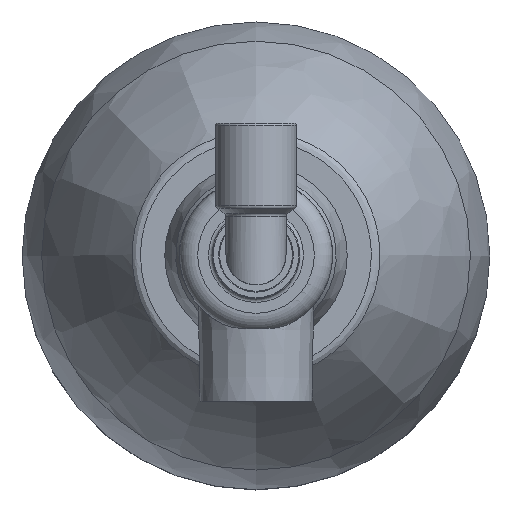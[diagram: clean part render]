
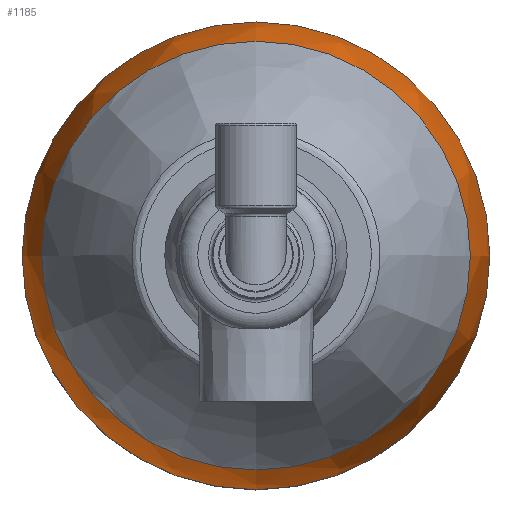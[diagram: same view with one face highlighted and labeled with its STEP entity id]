
A CAD part, top view. The second image highlights one B-rep face of the part: STEP entity #1185.
In plain terms, the highlighted free-form (B-spline) face has degree [2, 2] with [3, 9] control points.
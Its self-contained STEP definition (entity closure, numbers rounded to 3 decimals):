
#153=(
BOUNDED_SURFACE()
B_SPLINE_SURFACE(2,2,((#2382,#2383,#2384,#2385,#2386,#2387,#2388,#2389,
#2390),(#2391,#2392,#2393,#2394,#2395,#2396,#2397,#2398,#2399),(#2400,#2401,
#2402,#2403,#2404,#2405,#2406,#2407,#2408)),.UNSPECIFIED.,.F.,.T.,.F.)
B_SPLINE_SURFACE_WITH_KNOTS((3,3),(3,2,2,2,3),(-0.335,0.),
(-3.142,-1.571,0.,1.571,3.142),
 .UNSPECIFIED.)
GEOMETRIC_REPRESENTATION_ITEM()
RATIONAL_B_SPLINE_SURFACE(((1.,0.707,1.,0.707,1.,
0.707,1.,0.707,1.),(0.986,0.697,
0.986,0.697,0.986,0.697,
0.986,0.697,0.986),(1.,0.707,
1.,0.707,1.,0.707,1.,0.707,1.)))
REPRESENTATION_ITEM('')
SURFACE()
);
#168=FACE_OUTER_BOUND('',#241,.T.);
#241=EDGE_LOOP('',(#836,#837,#838,#839,#840,#841,#842));
#351=CIRCLE('',#1270,58.676);
#352=CIRCLE('',#1271,58.676);
#360=CIRCLE('',#1283,64.);
#361=CIRCLE('',#1284,64.);
#362=CIRCLE('',#1285,64.);
#363=CIRCLE('',#1286,96.);
#478=VERTEX_POINT('',#2313);
#479=VERTEX_POINT('',#2327);
#486=VERTEX_POINT('',#2375);
#487=VERTEX_POINT('',#2377);
#488=VERTEX_POINT('',#2379);
#614=EDGE_CURVE('',#479,#478,#351,.T.);
#615=EDGE_CURVE('',#478,#479,#352,.T.);
#625=EDGE_CURVE('',#486,#487,#360,.T.);
#626=EDGE_CURVE('',#487,#488,#361,.T.);
#627=EDGE_CURVE('',#488,#486,#362,.T.);
#628=EDGE_CURVE('',#488,#479,#363,.T.);
#836=ORIENTED_EDGE('',*,*,#626,.F.);
#837=ORIENTED_EDGE('',*,*,#625,.F.);
#838=ORIENTED_EDGE('',*,*,#627,.F.);
#839=ORIENTED_EDGE('',*,*,#628,.T.);
#840=ORIENTED_EDGE('',*,*,#614,.T.);
#841=ORIENTED_EDGE('',*,*,#615,.T.);
#842=ORIENTED_EDGE('',*,*,#628,.F.);
#1185=ADVANCED_FACE('',(#168),#153,.F.);
#1270=AXIS2_PLACEMENT_3D('',#2328,#1470,#1471);
#1271=AXIS2_PLACEMENT_3D('',#2329,#1472,#1473);
#1283=AXIS2_PLACEMENT_3D('',#2378,#1498,#1499);
#1284=AXIS2_PLACEMENT_3D('',#2380,#1500,#1501);
#1285=AXIS2_PLACEMENT_3D('',#2381,#1502,#1503);
#1286=AXIS2_PLACEMENT_3D('',#2409,#1504,#1505);
#1470=DIRECTION('center_axis',(0.,0.,-1.));
#1471=DIRECTION('ref_axis',(1.,0.,0.));
#1472=DIRECTION('center_axis',(0.,0.,-1.));
#1473=DIRECTION('ref_axis',(1.,0.,0.));
#1498=DIRECTION('center_axis',(0.,0.,-1.));
#1499=DIRECTION('ref_axis',(1.,0.,0.));
#1500=DIRECTION('center_axis',(0.,0.,-1.));
#1501=DIRECTION('ref_axis',(1.,0.,0.));
#1502=DIRECTION('center_axis',(0.,0.,-1.));
#1503=DIRECTION('ref_axis',(1.,0.,0.));
#1504=DIRECTION('center_axis',(0.,-1.,0.));
#1505=DIRECTION('ref_axis',(1.,0.,0.));
#2313=CARTESIAN_POINT('',(0.,58.676,54.803));
#2327=CARTESIAN_POINT('',(58.676,0.,54.803));
#2328=CARTESIAN_POINT('Origin',(0.,0.,54.803));
#2329=CARTESIAN_POINT('Origin',(0.,0.,54.803));
#2375=CARTESIAN_POINT('',(0.,-64.,23.277));
#2377=CARTESIAN_POINT('',(0.,64.,23.277));
#2378=CARTESIAN_POINT('Origin',(0.,0.,23.277));
#2379=CARTESIAN_POINT('',(64.,0.,23.277));
#2380=CARTESIAN_POINT('Origin',(0.,0.,23.277));
#2381=CARTESIAN_POINT('Origin',(0.,0.,23.277));
#2382=CARTESIAN_POINT('Ctrl Pts',(58.676,0.,
54.803));
#2383=CARTESIAN_POINT('Ctrl Pts',(58.676,-58.676,54.803));
#2384=CARTESIAN_POINT('Ctrl Pts',(0.,-58.676,54.803));
#2385=CARTESIAN_POINT('Ctrl Pts',(-58.676,-58.676,54.803));
#2386=CARTESIAN_POINT('Ctrl Pts',(-58.676,0.,
54.803));
#2387=CARTESIAN_POINT('Ctrl Pts',(-58.676,58.676,54.803));
#2388=CARTESIAN_POINT('Ctrl Pts',(0.,58.676,54.803));
#2389=CARTESIAN_POINT('Ctrl Pts',(58.676,58.676,54.803));
#2390=CARTESIAN_POINT('Ctrl Pts',(58.676,0.,
54.803));
#2391=CARTESIAN_POINT('Ctrl Pts',(64.,0.,
39.49));
#2392=CARTESIAN_POINT('Ctrl Pts',(64.,-64.,39.49));
#2393=CARTESIAN_POINT('Ctrl Pts',(0.,-64.,39.49));
#2394=CARTESIAN_POINT('Ctrl Pts',(-64.,-64.,39.49));
#2395=CARTESIAN_POINT('Ctrl Pts',(-64.,0.,
39.49));
#2396=CARTESIAN_POINT('Ctrl Pts',(-64.,64.,39.49));
#2397=CARTESIAN_POINT('Ctrl Pts',(0.,64.,39.49));
#2398=CARTESIAN_POINT('Ctrl Pts',(64.,64.,39.49));
#2399=CARTESIAN_POINT('Ctrl Pts',(64.,0.,
39.49));
#2400=CARTESIAN_POINT('Ctrl Pts',(64.,0.,
23.277));
#2401=CARTESIAN_POINT('Ctrl Pts',(64.,-64.,23.277));
#2402=CARTESIAN_POINT('Ctrl Pts',(0.,-64.,23.277));
#2403=CARTESIAN_POINT('Ctrl Pts',(-64.,-64.,23.277));
#2404=CARTESIAN_POINT('Ctrl Pts',(-64.,0.,
23.277));
#2405=CARTESIAN_POINT('Ctrl Pts',(-64.,64.,23.277));
#2406=CARTESIAN_POINT('Ctrl Pts',(0.,64.,23.277));
#2407=CARTESIAN_POINT('Ctrl Pts',(64.,64.,23.277));
#2408=CARTESIAN_POINT('Ctrl Pts',(64.,0.,
23.277));
#2409=CARTESIAN_POINT('Origin',(-32.,0.,23.277));
